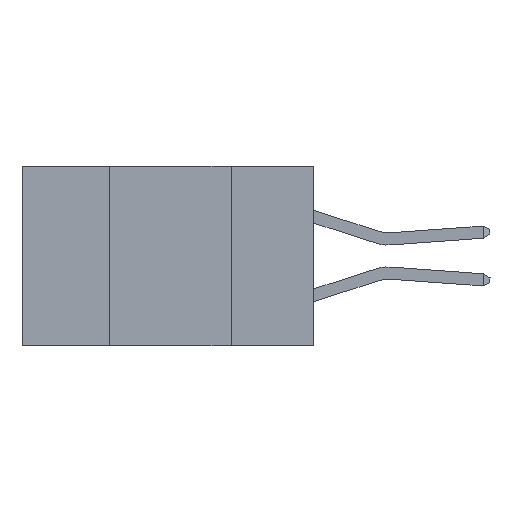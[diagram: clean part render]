
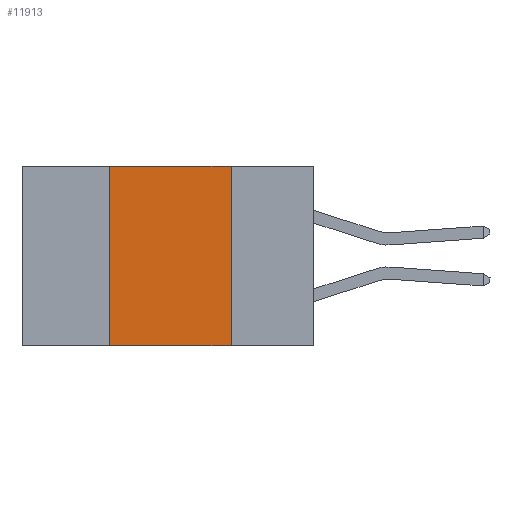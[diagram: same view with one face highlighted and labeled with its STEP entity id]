
A CAD part, left-side view. The second image highlights one B-rep face of the part: STEP entity #11913.
In plain terms, the highlighted planar face has unit normal (-1, 0, 0).
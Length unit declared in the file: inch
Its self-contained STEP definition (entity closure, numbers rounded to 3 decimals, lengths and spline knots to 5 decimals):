
#130 = CARTESIAN_POINT ( 'NONE',  ( 0., 0.42, 0. ) ) ;
#776 = ORIENTED_EDGE ( 'NONE', *, *, #6034, .F. ) ;
#1818 = FACE_OUTER_BOUND ( 'NONE', #10633, .T. ) ;
#2062 = CARTESIAN_POINT ( 'NONE',  ( 0., 0.42, 0. ) ) ;
#2312 = LINE ( 'NONE', #3908, #9458 ) ;
#2597 = AXIS2_PLACEMENT_3D ( 'NONE', #13728, #10437, #2962 ) ;
#2962 = DIRECTION ( 'NONE',  ( 0., 0., -1. ) ) ;
#3039 = VECTOR ( 'NONE', #14306, 39.37008 ) ;
#3715 = CARTESIAN_POINT ( 'NONE',  ( 0., 0.6, 0. ) ) ;
#3908 = CARTESIAN_POINT ( 'NONE',  ( 0., 0.6, -0.37 ) ) ;
#4010 = VERTEX_POINT ( 'NONE', #6198 ) ;
#4542 = VERTEX_POINT ( 'NONE', #130 ) ;
#4723 = VERTEX_POINT ( 'NONE', #9175 ) ;
#4929 = CARTESIAN_POINT ( 'NONE',  ( 0., 0.17, 0. ) ) ;
#6034 = EDGE_CURVE ( 'NONE', #7453, #4542, #12895, .T. ) ;
#6198 = CARTESIAN_POINT ( 'NONE',  ( 0., 0.17, -0.37 ) ) ;
#7236 = ORIENTED_EDGE ( 'NONE', *, *, #14573, .T. ) ;
#7453 = VERTEX_POINT ( 'NONE', #7600 ) ;
#7600 = CARTESIAN_POINT ( 'NONE',  ( 0., 0.42, -0.37 ) ) ;
#8972 = LINE ( 'NONE', #3715, #12024 ) ;
#9175 = CARTESIAN_POINT ( 'NONE',  ( 0., 0.17, 0. ) ) ;
#9458 = VECTOR ( 'NONE', #12352, 39.37008 ) ;
#9953 = VECTOR ( 'NONE', #15217, 39.37008 ) ;
#10437 = DIRECTION ( 'NONE',  ( 1., 0., 0. ) ) ;
#10633 = EDGE_LOOP ( 'NONE', ( #11484, #13716, #776, #7236 ) ) ;
#11484 = ORIENTED_EDGE ( 'NONE', *, *, #12240, .F. ) ;
#11913 = ADVANCED_FACE ( 'NONE', ( #1818 ), #13674, .F. ) ;
#12024 = VECTOR ( 'NONE', #15442, 39.37008 ) ;
#12240 = EDGE_CURVE ( 'NONE', #4723, #4010, #12702, .T. ) ;
#12281 = EDGE_CURVE ( 'NONE', #4542, #4723, #8972, .T. ) ;
#12352 = DIRECTION ( 'NONE',  ( 0., -1., 0. ) ) ;
#12702 = LINE ( 'NONE', #4929, #3039 ) ;
#12895 = LINE ( 'NONE', #2062, #9953 ) ;
#13674 = PLANE ( 'NONE',  #2597 ) ;
#13716 = ORIENTED_EDGE ( 'NONE', *, *, #12281, .F. ) ;
#13728 = CARTESIAN_POINT ( 'NONE',  ( 0., 0.6, 0. ) ) ;
#14306 = DIRECTION ( 'NONE',  ( 0., 0., -1. ) ) ;
#14573 = EDGE_CURVE ( 'NONE', #7453, #4010, #2312, .T. ) ;
#15217 = DIRECTION ( 'NONE',  ( 0., 0., 1. ) ) ;
#15442 = DIRECTION ( 'NONE',  ( 0., -1., 0. ) ) ;
